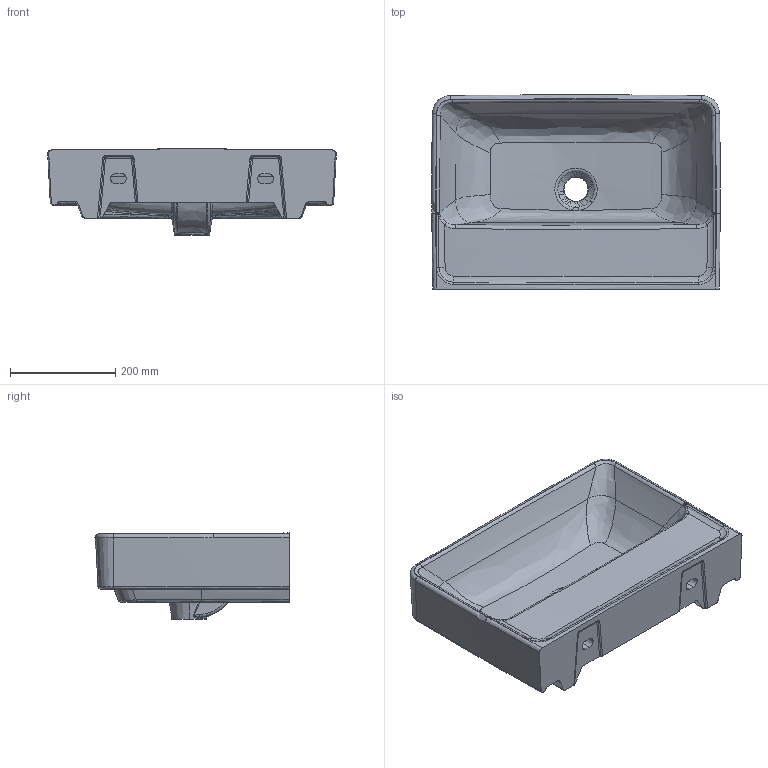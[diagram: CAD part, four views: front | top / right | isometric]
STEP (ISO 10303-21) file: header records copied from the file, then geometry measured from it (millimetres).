
FILE_DESCRIPTION(('CATIA V6 STEP','CAx-IF Rec.Pracs.--- Model Styling and Organization---1.5--- 2016-08-15','CAx-IF Rec.Pracs.---Supplemental Geometry---1.0---2011-11-01','CAx-IF Rec.Pracs.--- Composite Materials ---3.4---2017-06-13','CAx-IF Rec.Pracs.---Tessellated 3D Geometry---1.0---2015-12-17'),'2;1');
FILE_NAME('prd-HG-00473036.stp','2023-07-11T10:35:20+00:00',('none'),('none'),'3DEXPERIENCE Platform3DEXPERIENCE R2021x HotFix 8','3DEXPERIENCE Platform STEP AP242 v2','none');
FILE_SCHEMA(('AP242_MANAGED_MODEL_BASED_3D_ENGINEERING_MIM_LF {1 0 10303 442 1 1 4}'));
Length unit declared in the file: millimetre
Products named in the file (1): P-2_HG_Xanuia_Q_WT_Cp_550x370_o.Hl.Uel.we
Bounding box: 549.14 x 369.45 x 164.5 mm (x, y, z)
Volume: 6484370.7 mm3; surface area: 1196473.9 mm2
Topology: 1 solids, 2 shells, 407 faces, 1372 edges, 960 vertices
Faces by surface type: bspline 257, plane 44, cylinder 43, torus 32, cone 16, sphere 9, revolution 6
Entity records: 42025 total; most frequent: CARTESIAN_POINT 33362, ORIENTED_EDGE 2732, EDGE_CURVE 1366, VERTEX_POINT 960, B_SPLINE_CURVE_WITH_KNOTS 821, DIRECTION 539, EDGE_LOOP 416, ADVANCED_FACE 407
